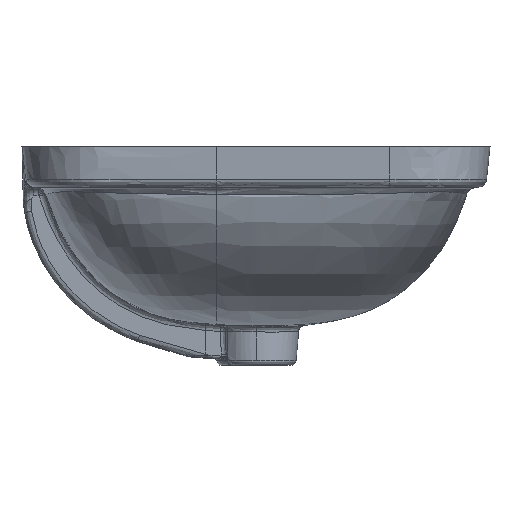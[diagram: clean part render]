
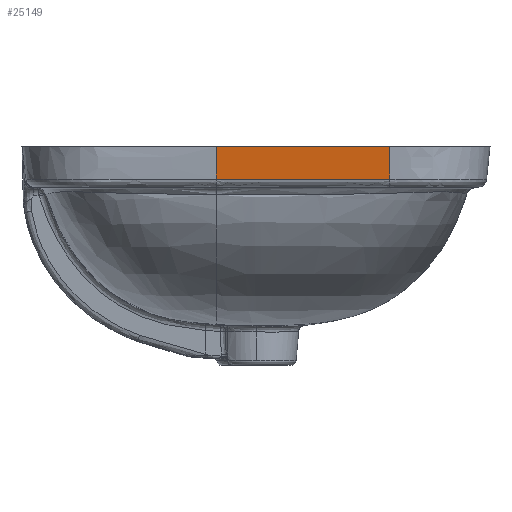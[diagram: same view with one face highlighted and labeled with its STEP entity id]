
A CAD part, left-side view. The second image highlights one B-rep face of the part: STEP entity #25149.
In plain terms, the highlighted free-form (B-spline) face has degree [3, 3] with [4, 7] control points.
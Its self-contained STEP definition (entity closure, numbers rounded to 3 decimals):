
#689 = CARTESIAN_POINT ( 'NONE',  ( -270.721, -236.196, 8.396 ) ) ;
#1188 = CARTESIAN_POINT ( 'NONE',  ( -268.811, -153.586, -10.377 ) ) ;
#1438 = CARTESIAN_POINT ( 'NONE',  ( -267.753, -195.357, -19.764 ) ) ;
#2334 = CARTESIAN_POINT ( 'NONE',  ( -267.72, -236.175, -19.596 ) ) ;
#2925 = VERTEX_POINT ( 'NONE', #36480 ) ;
#3006 = CARTESIAN_POINT ( 'NONE',  ( -270.878, -111.831, 8.396 ) ) ;
#3528 = CARTESIAN_POINT ( 'NONE',  ( -270.902, -86.812, 8.396 ) ) ;
#4678 = CARTESIAN_POINT ( 'NONE',  ( -268.876, -103.191, -10.377 ) ) ;
#4925 = CARTESIAN_POINT ( 'NONE',  ( -270.72, -237.092, 8.396 ) ) ;
#6627 = CARTESIAN_POINT ( 'NONE',  ( -267.902, -86.812, -19.596 ) ) ;
#6982 = CARTESIAN_POINT ( 'NONE',  ( -270.773, -194.741, 8.396 ) ) ;
#8419 = CARTESIAN_POINT ( 'NONE',  ( -269.818, -153.585, -0.99 ) ) ;
#8914 = CARTESIAN_POINT ( 'NONE',  ( -268.865, -111.83, -10.377 ) ) ;
#8963 = CARTESIAN_POINT ( 'NONE',  ( -270.721, -236.196, 8.396 ) ) ;
#10095 = CARTESIAN_POINT ( 'NONE',  ( -269.766, -195.345, -0.99 ) ) ;
#10238 = CARTESIAN_POINT ( 'NONE',  ( -270.902, -86.812, 8.396 ) ) ;
#10811 = B_SPLINE_SURFACE_WITH_KNOTS ( 'NONE', 3, 3, ( 
 ( #4925, #44175, #17813, #46967, #12404, #35291, #46723 ),
 ( #20367, #10095, #8419, #38763, #42997, #40434, #35046 ),
 ( #16629, #39259, #1188, #8914, #4678, #24101, #12648 ),
 ( #35533, #1438, #12901, #31808, #19874, #28074, #25279 ) ),
 .UNSPECIFIED., .F., .F., .F.,
 ( 4, 4 ),
 ( 4, 3, 4 ),
 ( 0., 1. ),
 ( 0., 0.829, 1. ),
 .UNSPECIFIED. ) ;
#11034 = B_SPLINE_CURVE_WITH_KNOTS ( 'NONE', 3,
 ( #3528, #25954, #29924, #45333 ),
 .UNSPECIFIED., .F., .F.,
 ( 4, 4 ),
 ( 0., 1. ),
 .UNSPECIFIED. ) ;
#11750 = ORIENTED_EDGE ( 'NONE', *, *, #23687, .F. ) ;
#12404 = CARTESIAN_POINT ( 'NONE',  ( -270.889, -103.192, 8.396 ) ) ;
#12430 = VERTEX_POINT ( 'NONE', #6627 ) ;
#12648 = CARTESIAN_POINT ( 'NONE',  ( -268.891, -85.916, -10.377 ) ) ;
#12901 = CARTESIAN_POINT ( 'NONE',  ( -267.805, -153.587, -19.764 ) ) ;
#13484 = CARTESIAN_POINT ( 'NONE',  ( -270.888, -103.491, 8.396 ) ) ;
#13547 = CARTESIAN_POINT ( 'NONE',  ( -267.813, -161.497, -19.596 ) ) ;
#13792 = CARTESIAN_POINT ( 'NONE',  ( -267.845, -136.604, -19.596 ) ) ;
#16385 = FACE_OUTER_BOUND ( 'NONE', #21858, .T. ) ;
#16629 = CARTESIAN_POINT ( 'NONE',  ( -268.707, -237.112, -10.377 ) ) ;
#16788 = CARTESIAN_POINT ( 'NONE',  ( -267.782, -186.389, -19.596 ) ) ;
#17813 = CARTESIAN_POINT ( 'NONE',  ( -270.824, -153.584, 8.396 ) ) ;
#17848 = EDGE_CURVE ( 'NONE', #35370, #12430, #11034, .T. ) ;
#19856 = CARTESIAN_POINT ( 'NONE',  ( -269.721, -236.189, -0.934 ) ) ;
#19874 = CARTESIAN_POINT ( 'NONE',  ( -267.869, -103.19, -19.764 ) ) ;
#20367 = CARTESIAN_POINT ( 'NONE',  ( -269.714, -237.102, -0.99 ) ) ;
#21858 = EDGE_LOOP ( 'NONE', ( #39751, #29798, #31384, #11750 ) ) ;
#23687 = EDGE_CURVE ( 'NONE', #2925, #12430, #38874, .T. ) ;
#24101 = CARTESIAN_POINT ( 'NONE',  ( -268.887, -94.553, -10.377 ) ) ;
#24505 = CARTESIAN_POINT ( 'NONE',  ( -267.89, -111.717, -19.596 ) ) ;
#24752 = CARTESIAN_POINT ( 'NONE',  ( -267.902, -86.812, -19.596 ) ) ;
#25149 = ADVANCED_FACE ( 'NONE', ( #16385 ), #10811, .F. ) ;
#25279 = CARTESIAN_POINT ( 'NONE',  ( -267.885, -85.916, -19.764 ) ) ;
#25954 = CARTESIAN_POINT ( 'NONE',  ( -269.903, -86.812, -0.935 ) ) ;
#26341 = CARTESIAN_POINT ( 'NONE',  ( -268.72, -236.182, -10.265 ) ) ;
#28074 = CARTESIAN_POINT ( 'NONE',  ( -267.881, -94.552, -19.764 ) ) ;
#28908 = CARTESIAN_POINT ( 'NONE',  ( -270.721, -236.196, 8.396 ) ) ;
#29255 = B_SPLINE_CURVE_WITH_KNOTS ( 'NONE', 3,
 ( #45978, #26341, #19856, #689 ),
 .UNSPECIFIED., .F., .F.,
 ( 4, 4 ),
 ( 0., 1. ),
 .UNSPECIFIED. ) ;
#29798 = ORIENTED_EDGE ( 'NONE', *, *, #37314, .T. ) ;
#29924 = CARTESIAN_POINT ( 'NONE',  ( -268.903, -86.812, -10.265 ) ) ;
#31384 = ORIENTED_EDGE ( 'NONE', *, *, #17848, .T. ) ;
#31717 = CARTESIAN_POINT ( 'NONE',  ( -267.751, -211.282, -19.596 ) ) ;
#31808 = CARTESIAN_POINT ( 'NONE',  ( -267.858, -111.83, -19.764 ) ) ;
#33120 = VERTEX_POINT ( 'NONE', #8963 ) ;
#33136 = CARTESIAN_POINT ( 'NONE',  ( -270.824, -153.286, 8.396 ) ) ;
#34236 = EDGE_CURVE ( 'NONE', #2925, #33120, #29255, .T. ) ;
#35046 = CARTESIAN_POINT ( 'NONE',  ( -269.898, -85.916, -0.99 ) ) ;
#35291 = CARTESIAN_POINT ( 'NONE',  ( -270.9, -94.554, 8.396 ) ) ;
#35370 = VERTEX_POINT ( 'NONE', #38882 ) ;
#35533 = CARTESIAN_POINT ( 'NONE',  ( -267.701, -237.121, -19.764 ) ) ;
#36362 = CARTESIAN_POINT ( 'NONE',  ( -270.899, -95.151, 8.396 ) ) ;
#36480 = CARTESIAN_POINT ( 'NONE',  ( -267.72, -236.175, -19.596 ) ) ;
#36666 = B_SPLINE_CURVE_WITH_KNOTS ( 'NONE', 3,
 ( #28908, #6982, #33136, #3006, #13484, #36362, #10238 ),
 .UNSPECIFIED., .F., .F.,
 ( 4, 3, 4 ),
 ( 0., 0.833, 1. ),
 .UNSPECIFIED. ) ;
#37314 = EDGE_CURVE ( 'NONE', #33120, #35370, #36666, .T. ) ;
#38763 = CARTESIAN_POINT ( 'NONE',  ( -269.871, -111.831, -0.99 ) ) ;
#38874 = B_SPLINE_CURVE_WITH_KNOTS ( 'NONE', 3,
 ( #2334, #31717, #16788, #13547, #13792, #24505, #24752 ),
 .UNSPECIFIED., .F., .F.,
 ( 4, 3, 4 ),
 ( 0., 0.5, 1. ),
 .UNSPECIFIED. ) ;
#38882 = CARTESIAN_POINT ( 'NONE',  ( -270.902, -86.812, 8.396 ) ) ;
#39259 = CARTESIAN_POINT ( 'NONE',  ( -268.76, -195.351, -10.377 ) ) ;
#39751 = ORIENTED_EDGE ( 'NONE', *, *, #34236, .T. ) ;
#40434 = CARTESIAN_POINT ( 'NONE',  ( -269.894, -94.553, -0.99 ) ) ;
#42997 = CARTESIAN_POINT ( 'NONE',  ( -269.882, -103.192, -0.99 ) ) ;
#44175 = CARTESIAN_POINT ( 'NONE',  ( -270.773, -195.339, 8.396 ) ) ;
#45333 = CARTESIAN_POINT ( 'NONE',  ( -267.902, -86.812, -19.596 ) ) ;
#45978 = CARTESIAN_POINT ( 'NONE',  ( -267.72, -236.175, -19.596 ) ) ;
#46723 = CARTESIAN_POINT ( 'NONE',  ( -270.904, -85.916, 8.396 ) ) ;
#46967 = CARTESIAN_POINT ( 'NONE',  ( -270.878, -111.831, 8.396 ) ) ;
